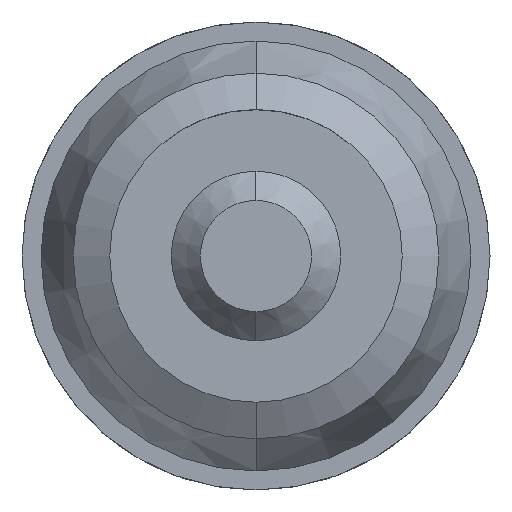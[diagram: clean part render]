
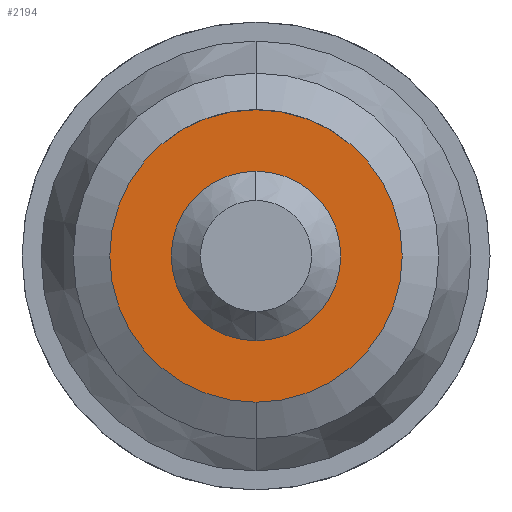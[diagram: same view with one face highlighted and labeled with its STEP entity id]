
A CAD part, front view. The second image highlights one B-rep face of the part: STEP entity #2194.
In plain terms, the highlighted planar face has unit normal (0, -1, 0).
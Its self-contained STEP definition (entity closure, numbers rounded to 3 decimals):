
#6 = CARTESIAN_POINT ( 'NONE',  ( 0., -12.969, -1. ) ) ;
#434 = EDGE_LOOP ( 'NONE', ( #2159, #4088 ) ) ;
#1035 = AXIS2_PLACEMENT_3D ( 'NONE', #2466, #4223, #4595 ) ;
#1129 = ORIENTED_EDGE ( 'NONE', *, *, #1600, .F. ) ;
#1328 = AXIS2_PLACEMENT_3D ( 'NONE', #5504, #3318, #4286 ) ;
#1354 = CARTESIAN_POINT ( 'NONE',  ( 0., -12.969, 1. ) ) ;
#1389 = CARTESIAN_POINT ( 'NONE',  ( 0., -12.969, 0. ) ) ;
#1600 = EDGE_CURVE ( 'Defeature ausgef�hrt2_38+Defeature ausgef�hrt2_39+Defeature ausgef�hrt2_39+Defeature ausgef�hrt2_39', #3114, #4090, #4078, .T. ) ;
#1691 = CARTESIAN_POINT ( 'NONE',  ( 0., -12.969, -0.58 ) ) ;
#2073 = EDGE_CURVE ( 'Defeature ausgef�hrt2_39+Defeature ausgef�hrt2_41+Defeature ausgef�hrt2_41+Defeature ausgef�hrt2_41', #5686, #4949, #5512, .T. ) ;
#2159 = ORIENTED_EDGE ( 'NONE', *, *, #2073, .T. ) ;
#2194 = ADVANCED_FACE ( 'Defeature ausgef�hrt2_39', ( #5311, #2622 ), #2438, .F. ) ;
#2419 = DIRECTION ( 'NONE',  ( 0., 0., 1. ) ) ;
#2438 = PLANE ( 'NONE',  #4167 ) ;
#2466 = CARTESIAN_POINT ( 'NONE',  ( 0., -12.969, 0. ) ) ;
#2622 = FACE_BOUND ( 'NONE', #434, .T. ) ;
#2805 = EDGE_CURVE ( 'Defeature ausgef�hrt2_38+Defeature ausgef�hrt2_39+Defeature ausgef�hrt2_39+Defeature ausgef�hrt2_39', #4090, #3114, #4737, .T. ) ;
#2840 = DIRECTION ( 'NONE',  ( 0., 0., 1. ) ) ;
#2911 = ORIENTED_EDGE ( 'NONE', *, *, #2805, .F. ) ;
#3005 = CIRCLE ( 'NONE', #1328, 0.58 ) ;
#3114 = VERTEX_POINT ( 'NONE', #1354 ) ;
#3318 = DIRECTION ( 'NONE',  ( 0., 1., 0. ) ) ;
#3555 = EDGE_CURVE ( 'Defeature ausgef�hrt2_39+Defeature ausgef�hrt2_41+Defeature ausgef�hrt2_41+Defeature ausgef�hrt2_41', #4949, #5686, #3005, .T. ) ;
#3706 = CARTESIAN_POINT ( 'NONE',  ( 0., -12.969, 0. ) ) ;
#4078 = CIRCLE ( 'NONE', #5275, 1. ) ;
#4088 = ORIENTED_EDGE ( 'NONE', *, *, #3555, .T. ) ;
#4090 = VERTEX_POINT ( 'NONE', #6 ) ;
#4167 = AXIS2_PLACEMENT_3D ( 'NONE', #5046, #4601, #2419 ) ;
#4223 = DIRECTION ( 'NONE',  ( 0., 1., 0. ) ) ;
#4286 = DIRECTION ( 'NONE',  ( 0., 0., 1. ) ) ;
#4443 = DIRECTION ( 'NONE',  ( 0., 1., 0. ) ) ;
#4445 = AXIS2_PLACEMENT_3D ( 'NONE', #1389, #4443, #4893 ) ;
#4595 = DIRECTION ( 'NONE',  ( 0., 0., 1. ) ) ;
#4601 = DIRECTION ( 'NONE',  ( 0., 1., 0. ) ) ;
#4737 = CIRCLE ( 'NONE', #1035, 1. ) ;
#4805 = EDGE_LOOP ( 'NONE', ( #1129, #2911 ) ) ;
#4893 = DIRECTION ( 'NONE',  ( 0., 0., 1. ) ) ;
#4927 = CARTESIAN_POINT ( 'NONE',  ( 0., -12.969, 0.58 ) ) ;
#4949 = VERTEX_POINT ( 'NONE', #1691 ) ;
#5026 = DIRECTION ( 'NONE',  ( 0., 1., 0. ) ) ;
#5046 = CARTESIAN_POINT ( 'NONE',  ( 1., -12.969, 0. ) ) ;
#5275 = AXIS2_PLACEMENT_3D ( 'NONE', #3706, #5026, #2840 ) ;
#5311 = FACE_OUTER_BOUND ( 'NONE', #4805, .T. ) ;
#5504 = CARTESIAN_POINT ( 'NONE',  ( 0., -12.969, 0. ) ) ;
#5512 = CIRCLE ( 'NONE', #4445, 0.58 ) ;
#5686 = VERTEX_POINT ( 'NONE', #4927 ) ;
